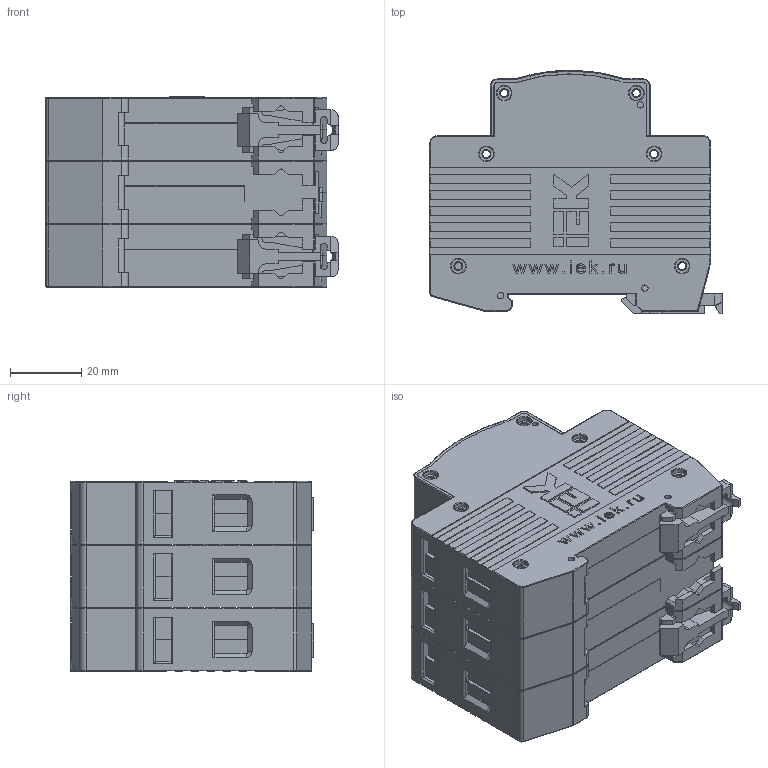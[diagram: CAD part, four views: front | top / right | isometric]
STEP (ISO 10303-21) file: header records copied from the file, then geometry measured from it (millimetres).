
FILE_DESCRIPTION (( 'STEP AP214' ), '1' );
FILE_NAME ('ﾎﾏﾑ3.STEP', '2017-01-18T15:09:51', ( 'user' ), ( '' ), 'SwSTEP 2.0', 'SolidWorks 2014', '' );
FILE_SCHEMA (( 'AUTOMOTIVE_DESIGN' ));
Length unit declared in the file: millimetre
Products named in the file (1): ﾎﾏﾑ3
Bounding box: 82.24 x 68.42 x 53.6 mm (x, y, z)
Volume: 213158.3 mm3; surface area: 70615.5 mm2
Topology: 3 solids, 51 shells, 4558 faces, 12453 edges, 8015 vertices
Faces by surface type: plane 2687, cylinder 830, bspline 732, cone 303, sphere 3, torus 3
Entity records: 199832 total; most frequent: CARTESIAN_POINT 38800, ORIENTED_EDGE 24900, DIRECTION 20171, EDGE_CURVE 12450, VECTOR 8725, LINE 8725, VERTEX_POINT 8015, AXIS2_PLACEMENT_3D 5723
